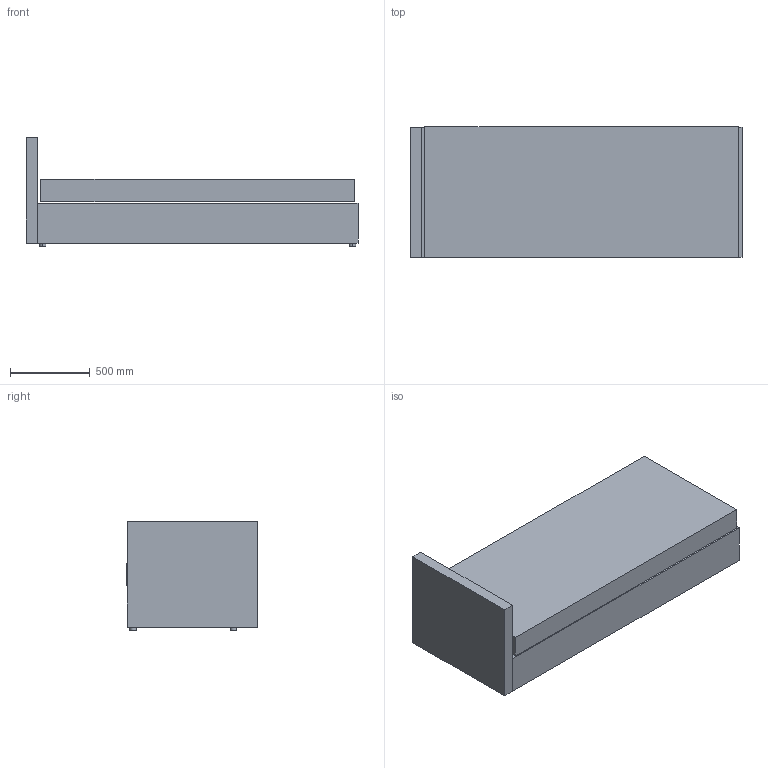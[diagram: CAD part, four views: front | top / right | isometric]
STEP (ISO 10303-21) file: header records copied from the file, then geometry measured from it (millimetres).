
FILE_DESCRIPTION(/* description */ (''),/* implementation_level */ '2;1');
FILE_NAME(/* name */ '330BRM~3',/* time_stamp */ '2016-07-22T15:37:45+02:00',/* author */ (''),/* organization */ (''),/* preprocessor_version */ 'ST-DEVELOPER v15',/* originating_system */ '',/* authorisation */ '');
FILE_SCHEMA (('AUTOMOTIVE_DESIGN'));
Length unit declared in the file: millimetre
Products named in the file (1): Document
Bounding box: 2080 x 820 x 680 mm (x, y, z)
Volume: 689764769.2 mm3; surface area: 10111866.1 mm2
Topology: 7 solids, 7 shells, 34 faces, 66 edges, 43 vertices
Faces by surface type: plane 18, bspline 16
Entity records: 852 total; most frequent: CARTESIAN_POINT 399, ORIENTED_EDGE 120, EDGE_CURVE 60, VERTEX_POINT 40, ADVANCED_FACE 34, FACE_OUTER_BOUND 34, EDGE_LOOP 34, DIRECTION 27
